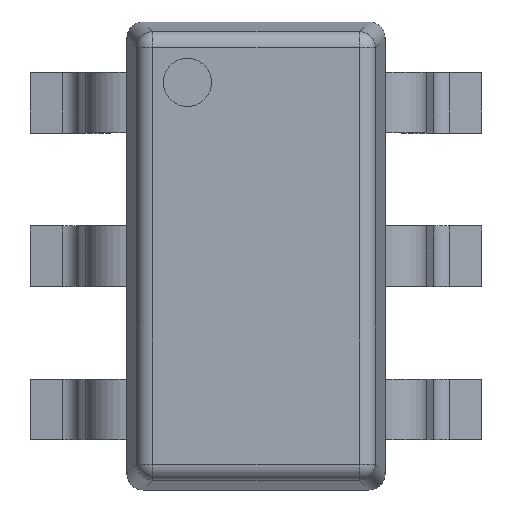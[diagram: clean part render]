
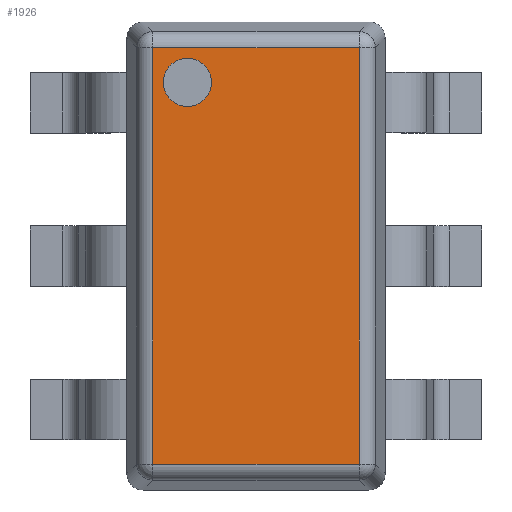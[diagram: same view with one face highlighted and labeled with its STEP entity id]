
A CAD part, top view. The second image highlights one B-rep face of the part: STEP entity #1926.
In plain terms, the highlighted planar face has unit normal (0, 0, 1).
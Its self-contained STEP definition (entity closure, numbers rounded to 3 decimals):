
#21=FACE_BOUND('',#295,.T.);
#96=PLANE('',#2098);
#175=FACE_OUTER_BOUND('',#294,.T.);
#294=EDGE_LOOP('',(#1498,#1499,#1500,#1501));
#295=EDGE_LOOP('',(#1502));
#462=LINE('',#3127,#644);
#463=LINE('',#3129,#645);
#464=LINE('',#3131,#646);
#465=LINE('',#3132,#647);
#644=VECTOR('',#2489,1.);
#645=VECTOR('',#2490,1.);
#646=VECTOR('',#2491,1.);
#647=VECTOR('',#2492,1.);
#757=CIRCLE('',#2085,0.15);
#869=VERTEX_POINT('',#3033);
#902=VERTEX_POINT('',#3125);
#903=VERTEX_POINT('',#3126);
#904=VERTEX_POINT('',#3128);
#905=VERTEX_POINT('',#3130);
#1081=EDGE_CURVE('',#869,#869,#757,.T.);
#1118=EDGE_CURVE('',#902,#903,#462,.T.);
#1119=EDGE_CURVE('',#903,#904,#463,.T.);
#1120=EDGE_CURVE('',#904,#905,#464,.T.);
#1121=EDGE_CURVE('',#905,#902,#465,.T.);
#1498=ORIENTED_EDGE('',*,*,#1118,.T.);
#1499=ORIENTED_EDGE('',*,*,#1119,.T.);
#1500=ORIENTED_EDGE('',*,*,#1120,.T.);
#1501=ORIENTED_EDGE('',*,*,#1121,.T.);
#1502=ORIENTED_EDGE('',*,*,#1081,.F.);
#1926=ADVANCED_FACE('',(#175,#21),#96,.T.);
#2085=AXIS2_PLACEMENT_3D('',#3035,#2433,#2434);
#2098=AXIS2_PLACEMENT_3D('',#3124,#2487,#2488);
#2433=DIRECTION('center_axis',(0.,0.,1.));
#2434=DIRECTION('ref_axis',(-1.,0.,0.));
#2487=DIRECTION('center_axis',(0.,0.,1.));
#2488=DIRECTION('ref_axis',(-1.,0.,0.));
#2489=DIRECTION('',(0.,-1.,0.));
#2490=DIRECTION('',(1.,0.,0.));
#2491=DIRECTION('',(0.,1.,0.));
#2492=DIRECTION('',(-1.,0.,0.));
#3033=CARTESIAN_POINT('',(-0.278,1.072,1.456));
#3035=CARTESIAN_POINT('Origin',(-0.428,1.072,1.456));
#3124=CARTESIAN_POINT('Origin',(-0.003,-0.003,
1.456));
#3125=CARTESIAN_POINT('',(-0.644,1.288,1.456));
#3126=CARTESIAN_POINT('',(-0.644,-1.294,1.456));
#3127=CARTESIAN_POINT('',(-0.644,-1.378,1.456));
#3128=CARTESIAN_POINT('',(0.638,-1.294,1.456));
#3129=CARTESIAN_POINT('',(0.722,-1.294,1.456));
#3130=CARTESIAN_POINT('',(0.638,1.288,1.456));
#3131=CARTESIAN_POINT('',(0.638,1.372,1.456));
#3132=CARTESIAN_POINT('',(-0.728,1.288,1.456));
